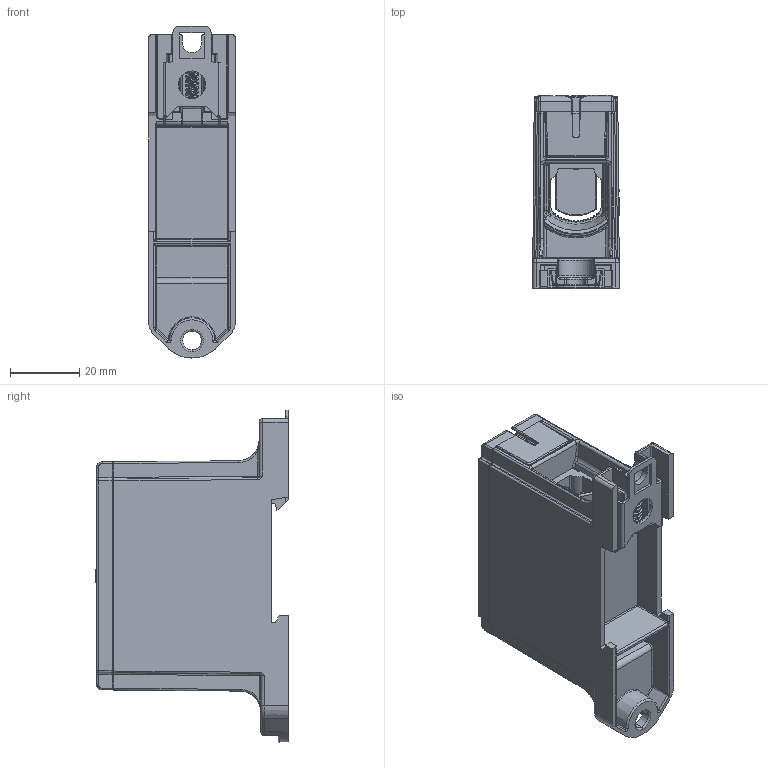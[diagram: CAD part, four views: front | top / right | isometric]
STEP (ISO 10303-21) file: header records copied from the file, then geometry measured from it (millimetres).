
FILE_DESCRIPTION((''),'2;1');
FILE_NAME('PROCUS_KE162_ASM','2015-06-04T',('kjell_andersson'),(''),'PRO/ENGINEER BY PARAMETRIC TECHNOLOGY CORPORATION, 2013230','PRO/ENGINEER BY PARAMETRIC TECHNOLOGY CORPORATION, 2013230','');
FILE_SCHEMA(('CONFIG_CONTROL_DESIGN'));
Products named in the file (9): PMR2918__AF0; PSK28-1_AF0; PTK104_AF0; PTK104_AF1; PPK204_AF0; PJ54_L10-7_AF1; PMR2919_AF0; PEME9_GEN_AF0; PROCUS_KE162_ASM
Assembly tree (8 placements, depth 2):
  PROCUS_KE162_ASM
    PMR2918__AF0
    PSK28-1_AF0
    PTK104_AF0
    PTK104_AF1
    PPK204_AF0
    PJ54_L10-7_AF1
    PMR2919_AF0
    PEME9_GEN_AF0
Bounding box: 25.14 x 55.8 x 96.05 mm (x, y, z)
Volume: 48384.3 mm3; surface area: 46799.7 mm2
Topology: 8 solids, 8 shells, 2350 faces, 5694 edges, 3370 vertices
Faces by surface type: cylinder 913, plane 687, bspline 520, sphere 148, cone 38, torus 32, extrusion 10, revolution 2
Entity records: 102726 total; most frequent: CARTESIAN_POINT 51476, ORIENTED_EDGE 11360, DIRECTION 9715, EDGE_CURVE 5680, AXIS2_PLACEMENT_3D 3471, VERTEX_POINT 3370, VECTOR 2771, LINE 2761
